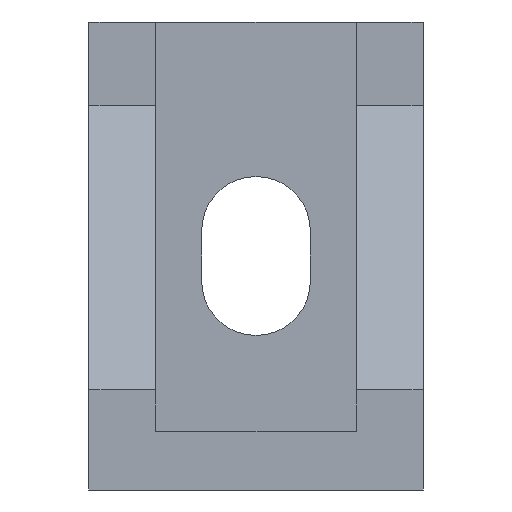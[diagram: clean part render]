
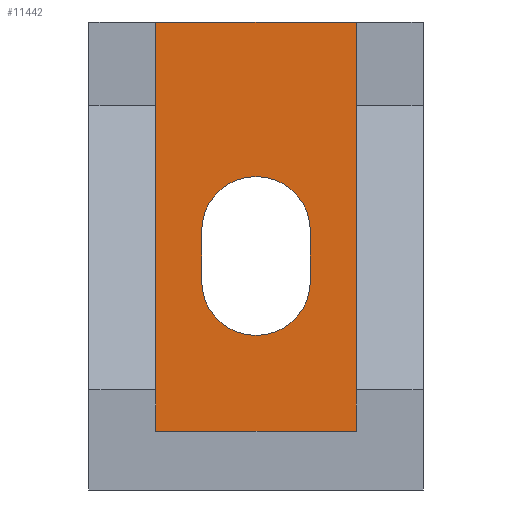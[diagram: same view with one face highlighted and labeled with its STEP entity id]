
A CAD part, left-side view. The second image highlights one B-rep face of the part: STEP entity #11442.
In plain terms, the highlighted planar face has unit normal (-1, 0, 0).
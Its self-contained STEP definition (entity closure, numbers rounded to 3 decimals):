
#3795 = PLANE('',#3796);
#3796 = AXIS2_PLACEMENT_3D('',#3797,#3798,#3799);
#3797 = CARTESIAN_POINT('',(63.,17.,79.));
#3798 = DIRECTION('',(0.,0.,-1.));
#3799 = DIRECTION('',(-1.,0.,0.));
#10741 = VERTEX_POINT('',#10742);
#10742 = CARTESIAN_POINT('',(59.5,13.,79.));
#10756 = PLANE('',#10757);
#10757 = AXIS2_PLACEMENT_3D('',#10758,#10759,#10760);
#10758 = CARTESIAN_POINT('',(50.283,13.,63.717));
#10759 = DIRECTION('',(0.,1.,0.));
#10760 = DIRECTION('',(0.,0.,-1.));
#10768 = EDGE_CURVE('',#10769,#10741,#10771,.T.);
#10769 = VERTEX_POINT('',#10770);
#10770 = CARTESIAN_POINT('',(59.5,1.,79.));
#10771 = SURFACE_CURVE('',#10772,(#10776,#10783),.PCURVE_S1.);
#10772 = LINE('',#10773,#10774);
#10773 = CARTESIAN_POINT('',(59.5,1.,79.));
#10774 = VECTOR('',#10775,1.);
#10775 = DIRECTION('',(0.,1.,0.));
#10776 = PCURVE('',#3795,#10777);
#10777 = DEFINITIONAL_REPRESENTATION('',(#10778),#10782);
#10778 = LINE('',#10779,#10780);
#10779 = CARTESIAN_POINT('',(3.5,-16.));
#10780 = VECTOR('',#10781,1.);
#10781 = DIRECTION('',(0.,1.));
#10782 = ( GEOMETRIC_REPRESENTATION_CONTEXT(2) 
PARAMETRIC_REPRESENTATION_CONTEXT() REPRESENTATION_CONTEXT('2D SPACE',''
  ) );
#10783 = PCURVE('',#10784,#10789);
#10784 = PLANE('',#10785);
#10785 = AXIS2_PLACEMENT_3D('',#10786,#10787,#10788);
#10786 = CARTESIAN_POINT('',(59.5,1.,79.));
#10787 = DIRECTION('',(-1.,0.,0.));
#10788 = DIRECTION('',(0.,0.,-1.));
#10789 = DEFINITIONAL_REPRESENTATION('',(#10790),#10794);
#10790 = LINE('',#10791,#10792);
#10791 = CARTESIAN_POINT('',(0.,0.));
#10792 = VECTOR('',#10793,1.);
#10793 = DIRECTION('',(0.,-1.));
#10794 = ( GEOMETRIC_REPRESENTATION_CONTEXT(2) 
PARAMETRIC_REPRESENTATION_CONTEXT() REPRESENTATION_CONTEXT('2D SPACE',''
  ) );
#10812 = PLANE('',#10813);
#10813 = AXIS2_PLACEMENT_3D('',#10814,#10815,#10816);
#10814 = CARTESIAN_POINT('',(50.283,1.,63.717));
#10815 = DIRECTION('',(0.,1.,0.));
#10816 = DIRECTION('',(0.,0.,-1.));
#11011 = PLANE('',#11012);
#11012 = AXIS2_PLACEMENT_3D('',#11013,#11014,#11015);
#11013 = CARTESIAN_POINT('',(59.5,1.,54.5));
#11014 = DIRECTION('',(0.,0.,1.));
#11015 = DIRECTION('',(-1.,0.,0.));
#11395 = EDGE_CURVE('',#10741,#11396,#11398,.T.);
#11396 = VERTEX_POINT('',#11397);
#11397 = CARTESIAN_POINT('',(59.5,13.,54.5));
#11398 = SURFACE_CURVE('',#11399,(#11403,#11410),.PCURVE_S1.);
#11399 = LINE('',#11400,#11401);
#11400 = CARTESIAN_POINT('',(59.5,13.,79.));
#11401 = VECTOR('',#11402,1.);
#11402 = DIRECTION('',(0.,0.,-1.));
#11403 = PCURVE('',#10756,#11404);
#11404 = DEFINITIONAL_REPRESENTATION('',(#11405),#11409);
#11405 = LINE('',#11406,#11407);
#11406 = CARTESIAN_POINT('',(-15.283,-9.217));
#11407 = VECTOR('',#11408,1.);
#11408 = DIRECTION('',(1.,0.));
#11409 = ( GEOMETRIC_REPRESENTATION_CONTEXT(2) 
PARAMETRIC_REPRESENTATION_CONTEXT() REPRESENTATION_CONTEXT('2D SPACE',''
  ) );
#11410 = PCURVE('',#10784,#11411);
#11411 = DEFINITIONAL_REPRESENTATION('',(#11412),#11416);
#11412 = LINE('',#11413,#11414);
#11413 = CARTESIAN_POINT('',(0.,-12.));
#11414 = VECTOR('',#11415,1.);
#11415 = DIRECTION('',(1.,0.));
#11416 = ( GEOMETRIC_REPRESENTATION_CONTEXT(2) 
PARAMETRIC_REPRESENTATION_CONTEXT() REPRESENTATION_CONTEXT('2D SPACE',''
  ) );
#11442 = ADVANCED_FACE('',(#11443,#11491),#10784,.T.);
#11443 = FACE_BOUND('',#11444,.T.);
#11444 = EDGE_LOOP('',(#11445,#11446,#11447,#11470));
#11445 = ORIENTED_EDGE('',*,*,#10768,.T.);
#11446 = ORIENTED_EDGE('',*,*,#11395,.T.);
#11447 = ORIENTED_EDGE('',*,*,#11448,.F.);
#11448 = EDGE_CURVE('',#11449,#11396,#11451,.T.);
#11449 = VERTEX_POINT('',#11450);
#11450 = CARTESIAN_POINT('',(59.5,1.,54.5));
#11451 = SURFACE_CURVE('',#11452,(#11456,#11463),.PCURVE_S1.);
#11452 = LINE('',#11453,#11454);
#11453 = CARTESIAN_POINT('',(59.5,1.,54.5));
#11454 = VECTOR('',#11455,1.);
#11455 = DIRECTION('',(0.,1.,0.));
#11456 = PCURVE('',#10784,#11457);
#11457 = DEFINITIONAL_REPRESENTATION('',(#11458),#11462);
#11458 = LINE('',#11459,#11460);
#11459 = CARTESIAN_POINT('',(24.5,0.));
#11460 = VECTOR('',#11461,1.);
#11461 = DIRECTION('',(0.,-1.));
#11462 = ( GEOMETRIC_REPRESENTATION_CONTEXT(2) 
PARAMETRIC_REPRESENTATION_CONTEXT() REPRESENTATION_CONTEXT('2D SPACE',''
  ) );
#11463 = PCURVE('',#11011,#11464);
#11464 = DEFINITIONAL_REPRESENTATION('',(#11465),#11469);
#11465 = LINE('',#11466,#11467);
#11466 = CARTESIAN_POINT('',(0.,-0.));
#11467 = VECTOR('',#11468,1.);
#11468 = DIRECTION('',(0.,-1.));
#11469 = ( GEOMETRIC_REPRESENTATION_CONTEXT(2) 
PARAMETRIC_REPRESENTATION_CONTEXT() REPRESENTATION_CONTEXT('2D SPACE',''
  ) );
#11470 = ORIENTED_EDGE('',*,*,#11471,.F.);
#11471 = EDGE_CURVE('',#10769,#11449,#11472,.T.);
#11472 = SURFACE_CURVE('',#11473,(#11477,#11484),.PCURVE_S1.);
#11473 = LINE('',#11474,#11475);
#11474 = CARTESIAN_POINT('',(59.5,1.,79.));
#11475 = VECTOR('',#11476,1.);
#11476 = DIRECTION('',(0.,0.,-1.));
#11477 = PCURVE('',#10784,#11478);
#11478 = DEFINITIONAL_REPRESENTATION('',(#11479),#11483);
#11479 = LINE('',#11480,#11481);
#11480 = CARTESIAN_POINT('',(0.,0.));
#11481 = VECTOR('',#11482,1.);
#11482 = DIRECTION('',(1.,0.));
#11483 = ( GEOMETRIC_REPRESENTATION_CONTEXT(2) 
PARAMETRIC_REPRESENTATION_CONTEXT() REPRESENTATION_CONTEXT('2D SPACE',''
  ) );
#11484 = PCURVE('',#10812,#11485);
#11485 = DEFINITIONAL_REPRESENTATION('',(#11486),#11490);
#11486 = LINE('',#11487,#11488);
#11487 = CARTESIAN_POINT('',(-15.283,-9.217));
#11488 = VECTOR('',#11489,1.);
#11489 = DIRECTION('',(1.,0.));
#11490 = ( GEOMETRIC_REPRESENTATION_CONTEXT(2) 
PARAMETRIC_REPRESENTATION_CONTEXT() REPRESENTATION_CONTEXT('2D SPACE',''
  ) );
#11491 = FACE_BOUND('',#11492,.T.);
#11492 = EDGE_LOOP('',(#11493,#11524,#11552,#11581));
#11493 = ORIENTED_EDGE('',*,*,#11494,.F.);
#11494 = EDGE_CURVE('',#11495,#11497,#11499,.T.);
#11495 = VERTEX_POINT('',#11496);
#11496 = CARTESIAN_POINT('',(59.5,3.75,66.5));
#11497 = VERTEX_POINT('',#11498);
#11498 = CARTESIAN_POINT('',(59.5,10.25,66.5));
#11499 = SURFACE_CURVE('',#11500,(#11505,#11512),.PCURVE_S1.);
#11500 = CIRCLE('',#11501,3.25);
#11501 = AXIS2_PLACEMENT_3D('',#11502,#11503,#11504);
#11502 = CARTESIAN_POINT('',(59.5,7.,66.5));
#11503 = DIRECTION('',(-1.,0.,0.));
#11504 = DIRECTION('',(0.,0.,-1.));
#11505 = PCURVE('',#10784,#11506);
#11506 = DEFINITIONAL_REPRESENTATION('',(#11507),#11511);
#11507 = CIRCLE('',#11508,3.25);
#11508 = AXIS2_PLACEMENT_2D('',#11509,#11510);
#11509 = CARTESIAN_POINT('',(12.5,-6.));
#11510 = DIRECTION('',(1.,0.));
#11511 = ( GEOMETRIC_REPRESENTATION_CONTEXT(2) 
PARAMETRIC_REPRESENTATION_CONTEXT() REPRESENTATION_CONTEXT('2D SPACE',''
  ) );
#11512 = PCURVE('',#11513,#11518);
#11513 = CYLINDRICAL_SURFACE('',#11514,3.25);
#11514 = AXIS2_PLACEMENT_3D('',#11515,#11516,#11517);
#11515 = CARTESIAN_POINT('',(59.5,7.,66.5));
#11516 = DIRECTION('',(-1.,0.,0.));
#11517 = DIRECTION('',(0.,0.,-1.));
#11518 = DEFINITIONAL_REPRESENTATION('',(#11519),#11523);
#11519 = LINE('',#11520,#11521);
#11520 = CARTESIAN_POINT('',(0.,0.));
#11521 = VECTOR('',#11522,1.);
#11522 = DIRECTION('',(1.,0.));
#11523 = ( GEOMETRIC_REPRESENTATION_CONTEXT(2) 
PARAMETRIC_REPRESENTATION_CONTEXT() REPRESENTATION_CONTEXT('2D SPACE',''
  ) );
#11524 = ORIENTED_EDGE('',*,*,#11525,.T.);
#11525 = EDGE_CURVE('',#11495,#11526,#11528,.T.);
#11526 = VERTEX_POINT('',#11527);
#11527 = CARTESIAN_POINT('',(59.5,3.75,63.5));
#11528 = SURFACE_CURVE('',#11529,(#11533,#11540),.PCURVE_S1.);
#11529 = LINE('',#11530,#11531);
#11530 = CARTESIAN_POINT('',(59.5,3.75,66.5));
#11531 = VECTOR('',#11532,1.);
#11532 = DIRECTION('',(0.,0.,-1.));
#11533 = PCURVE('',#10784,#11534);
#11534 = DEFINITIONAL_REPRESENTATION('',(#11535),#11539);
#11535 = LINE('',#11536,#11537);
#11536 = CARTESIAN_POINT('',(12.5,-2.75));
#11537 = VECTOR('',#11538,1.);
#11538 = DIRECTION('',(1.,0.));
#11539 = ( GEOMETRIC_REPRESENTATION_CONTEXT(2) 
PARAMETRIC_REPRESENTATION_CONTEXT() REPRESENTATION_CONTEXT('2D SPACE',''
  ) );
#11540 = PCURVE('',#11541,#11546);
#11541 = PLANE('',#11542);
#11542 = AXIS2_PLACEMENT_3D('',#11543,#11544,#11545);
#11543 = CARTESIAN_POINT('',(59.5,3.75,66.5));
#11544 = DIRECTION('',(0.,1.,0.));
#11545 = DIRECTION('',(0.,0.,-1.));
#11546 = DEFINITIONAL_REPRESENTATION('',(#11547),#11551);
#11547 = LINE('',#11548,#11549);
#11548 = CARTESIAN_POINT('',(-0.,0.));
#11549 = VECTOR('',#11550,1.);
#11550 = DIRECTION('',(1.,0.));
#11551 = ( GEOMETRIC_REPRESENTATION_CONTEXT(2) 
PARAMETRIC_REPRESENTATION_CONTEXT() REPRESENTATION_CONTEXT('2D SPACE',''
  ) );
#11552 = ORIENTED_EDGE('',*,*,#11553,.F.);
#11553 = EDGE_CURVE('',#11554,#11526,#11556,.T.);
#11554 = VERTEX_POINT('',#11555);
#11555 = CARTESIAN_POINT('',(59.5,10.25,63.5));
#11556 = SURFACE_CURVE('',#11557,(#11562,#11569),.PCURVE_S1.);
#11557 = CIRCLE('',#11558,3.25);
#11558 = AXIS2_PLACEMENT_3D('',#11559,#11560,#11561);
#11559 = CARTESIAN_POINT('',(59.5,7.,63.5));
#11560 = DIRECTION('',(-1.,0.,0.));
#11561 = DIRECTION('',(0.,0.,-1.));
#11562 = PCURVE('',#10784,#11563);
#11563 = DEFINITIONAL_REPRESENTATION('',(#11564),#11568);
#11564 = CIRCLE('',#11565,3.25);
#11565 = AXIS2_PLACEMENT_2D('',#11566,#11567);
#11566 = CARTESIAN_POINT('',(15.5,-6.));
#11567 = DIRECTION('',(1.,0.));
#11568 = ( GEOMETRIC_REPRESENTATION_CONTEXT(2) 
PARAMETRIC_REPRESENTATION_CONTEXT() REPRESENTATION_CONTEXT('2D SPACE',''
  ) );
#11569 = PCURVE('',#11570,#11575);
#11570 = CYLINDRICAL_SURFACE('',#11571,3.25);
#11571 = AXIS2_PLACEMENT_3D('',#11572,#11573,#11574);
#11572 = CARTESIAN_POINT('',(59.5,7.,63.5));
#11573 = DIRECTION('',(-1.,0.,0.));
#11574 = DIRECTION('',(0.,0.,-1.));
#11575 = DEFINITIONAL_REPRESENTATION('',(#11576),#11580);
#11576 = LINE('',#11577,#11578);
#11577 = CARTESIAN_POINT('',(-6.283,0.));
#11578 = VECTOR('',#11579,1.);
#11579 = DIRECTION('',(1.,0.));
#11580 = ( GEOMETRIC_REPRESENTATION_CONTEXT(2) 
PARAMETRIC_REPRESENTATION_CONTEXT() REPRESENTATION_CONTEXT('2D SPACE',''
  ) );
#11581 = ORIENTED_EDGE('',*,*,#11582,.F.);
#11582 = EDGE_CURVE('',#11497,#11554,#11583,.T.);
#11583 = SURFACE_CURVE('',#11584,(#11588,#11595),.PCURVE_S1.);
#11584 = LINE('',#11585,#11586);
#11585 = CARTESIAN_POINT('',(59.5,10.25,66.5));
#11586 = VECTOR('',#11587,1.);
#11587 = DIRECTION('',(0.,0.,-1.));
#11588 = PCURVE('',#10784,#11589);
#11589 = DEFINITIONAL_REPRESENTATION('',(#11590),#11594);
#11590 = LINE('',#11591,#11592);
#11591 = CARTESIAN_POINT('',(12.5,-9.25));
#11592 = VECTOR('',#11593,1.);
#11593 = DIRECTION('',(1.,0.));
#11594 = ( GEOMETRIC_REPRESENTATION_CONTEXT(2) 
PARAMETRIC_REPRESENTATION_CONTEXT() REPRESENTATION_CONTEXT('2D SPACE',''
  ) );
#11595 = PCURVE('',#11596,#11601);
#11596 = PLANE('',#11597);
#11597 = AXIS2_PLACEMENT_3D('',#11598,#11599,#11600);
#11598 = CARTESIAN_POINT('',(59.5,10.25,66.5));
#11599 = DIRECTION('',(0.,1.,0.));
#11600 = DIRECTION('',(0.,0.,-1.));
#11601 = DEFINITIONAL_REPRESENTATION('',(#11602),#11606);
#11602 = LINE('',#11603,#11604);
#11603 = CARTESIAN_POINT('',(-0.,0.));
#11604 = VECTOR('',#11605,1.);
#11605 = DIRECTION('',(1.,0.));
#11606 = ( GEOMETRIC_REPRESENTATION_CONTEXT(2) 
PARAMETRIC_REPRESENTATION_CONTEXT() REPRESENTATION_CONTEXT('2D SPACE',''
  ) );
